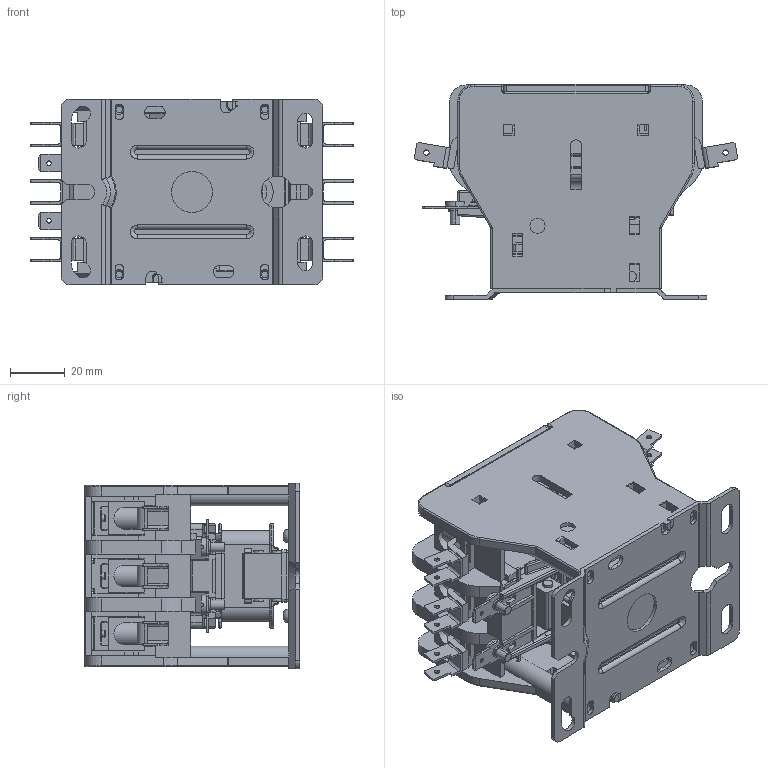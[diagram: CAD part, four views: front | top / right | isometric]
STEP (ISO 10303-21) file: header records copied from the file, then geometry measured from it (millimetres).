
FILE_DESCRIPTION (( 'STEP AP214' ), '1' );
FILE_NAME ('WDP40-3L-480.step', '2017-11-28T15:26:30', ( '' ), ( '' ), 'SwSTEP 2.0', 'SolidWorks 2017', '' );
FILE_SCHEMA (( 'AUTOMOTIVE_DESIGN' ));
Length unit declared in the file: inch
Products named in the file (1): WDP40-3L-480
Bounding box: 117.63 x 78.2 x 67.5 mm (x, y, z)
Volume: 175442.5 mm3; surface area: 133700.4 mm2
Topology: 33 solids, 33 shells, 3047 faces, 8219 edges, 5185 vertices
Faces by surface type: plane 1740, cylinder 970, bspline 315, cone 14, torus 8
Entity records: 105871 total; most frequent: CARTESIAN_POINT 31159, ORIENTED_EDGE 16308, DIRECTION 14356, EDGE_CURVE 8154, VECTOR 5536, LINE 5536, VERTEX_POINT 5185, AXIS2_PLACEMENT_3D 4410
